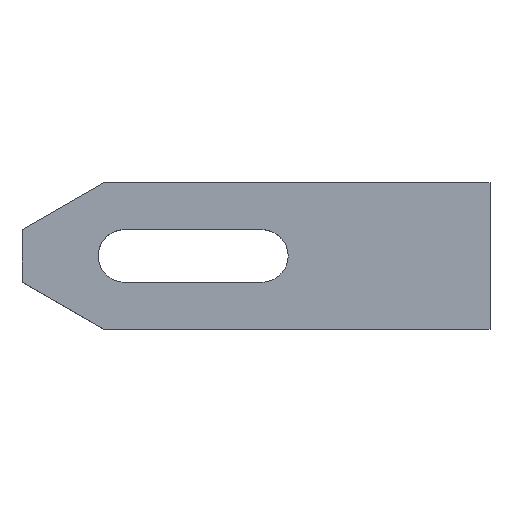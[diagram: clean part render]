
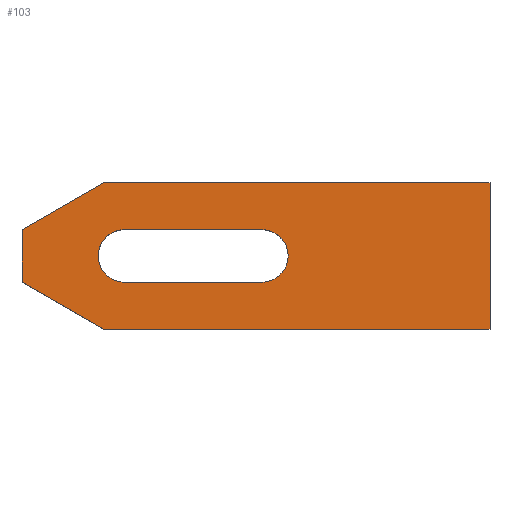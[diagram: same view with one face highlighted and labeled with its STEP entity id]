
A CAD part, top view. The second image highlights one B-rep face of the part: STEP entity #103.
In plain terms, the highlighted planar face has unit normal (0, 0, 1).
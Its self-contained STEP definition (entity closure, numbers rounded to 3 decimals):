
#93=EDGE_CURVE('',#147,#149,#237,.T.);
#99=EDGE_CURVE('',#141,#147,#244,.T.);
#101=EDGE_CURVE('',#131,#207,#246,.T.);
#103=ADVANCED_FACE('',(#248,#249),#250,.T.);
#123=EDGE_CURVE('',#175,#183,#270,.T.);
#131=VERTEX_POINT('',#278);
#133=EDGE_CURVE('',#171,#131,#280,.T.);
#137=EDGE_CURVE('',#169,#141,#284,.T.);
#141=VERTEX_POINT('',#289);
#143=EDGE_CURVE('',#149,#169,#291,.T.);
#147=VERTEX_POINT('',#295);
#149=VERTEX_POINT('',#297);
#165=EDGE_CURVE('',#203,#171,#313,.T.);
#167=EDGE_CURVE('',#207,#175,#315,.T.);
#169=VERTEX_POINT('',#317);
#171=VERTEX_POINT('',#319);
#175=VERTEX_POINT('',#323);
#183=VERTEX_POINT('',#332);
#197=EDGE_CURVE('',#183,#203,#348,.T.);
#203=VERTEX_POINT('',#356);
#207=VERTEX_POINT('',#362);
#237=LINE('',#383,#384);
#244=CIRCLE('',#394,9.0);
#246=LINE('',#397,#398);
#248=FACE_BOUND('',#400,.T.);
#249=FACE_OUTER_BOUND('',#401,.T.);
#250=PLANE('',#402);
#270=LINE('',#433,#434);
#278=CARTESIAN_POINT('',(160.0,25.0,25.0));
#280=LINE('',#448,#449);
#284=LINE('',#456,#457);
#289=CARTESIAN_POINT('',(35.,-9.0,25.0));
#291=CIRCLE('',#465,9.0);
#295=CARTESIAN_POINT('',(35.,9.0,25.0));
#297=CARTESIAN_POINT('',(82.,9.0,25.0));
#313=LINE('',#498,#499);
#315=LINE('',#502,#503);
#317=CARTESIAN_POINT('',(82.,-9.0,25.0));
#319=CARTESIAN_POINT('',(27.713,25.0,25.0));
#323=CARTESIAN_POINT('',(27.713,-25.0,25.0));
#332=CARTESIAN_POINT('',(0.,-9.0,25.0));
#348=LINE('',#546,#547);
#356=CARTESIAN_POINT('',(0.,9.0,25.0));
#362=CARTESIAN_POINT('',(160.0,-25.0,25.0));
#383=CARTESIAN_POINT('',(60.013,9.0,25.0));
#384=VECTOR('',#587,1.0);
#394=AXIS2_PLACEMENT_3D('',#597,#598,#599);
#397=CARTESIAN_POINT('',(160.0,-25.0,25.0));
#398=VECTOR('',#600,1.0);
#400=EDGE_LOOP('',(#602,#603,#604,#605));
#401=EDGE_LOOP('',(#606,#607,#608,#609,#610,#611));
#402=AXIS2_PLACEMENT_3D('',#612,#613,#614);
#433=CARTESIAN_POINT('',(0.,-9.0,25.0));
#434=VECTOR('',#620,1.0);
#448=CARTESIAN_POINT('',(160.0,25.0,25.0));
#449=VECTOR('',#625,1.0);
#456=CARTESIAN_POINT('',(83.513,-9.0,25.0));
#457=VECTOR('',#627,1.0);
#465=AXIS2_PLACEMENT_3D('',#636,#637,#638);
#498=CARTESIAN_POINT('',(27.713,25.0,25.0));
#499=VECTOR('',#644,1.0);
#502=CARTESIAN_POINT('',(27.713,-25.0,25.0));
#503=VECTOR('',#645,1.0);
#546=CARTESIAN_POINT('',(0.,9.0,25.0));
#547=VECTOR('',#677,1.0);
#587=DIRECTION('',(1.0,0.0,0.0));
#597=CARTESIAN_POINT('',(35.,0.0,25.0));
#598=DIRECTION('',(0.0,0.0,-1.0));
#599=DIRECTION('',(0.0,-1.0,0.0));
#600=DIRECTION('',(0.0,-1.0,0.0));
#602=ORIENTED_EDGE('',*,*,#99,.T.);
#603=ORIENTED_EDGE('',*,*,#93,.T.);
#604=ORIENTED_EDGE('',*,*,#143,.T.);
#605=ORIENTED_EDGE('',*,*,#137,.T.);
#606=ORIENTED_EDGE('',*,*,#167,.F.);
#607=ORIENTED_EDGE('',*,*,#101,.F.);
#608=ORIENTED_EDGE('',*,*,#133,.F.);
#609=ORIENTED_EDGE('',*,*,#165,.F.);
#610=ORIENTED_EDGE('',*,*,#197,.F.);
#611=ORIENTED_EDGE('',*,*,#123,.F.);
#612=CARTESIAN_POINT('',(85.025,0.0,25.0));
#613=DIRECTION('',(0.0,0.0,1.0));
#614=DIRECTION('',(1.0,0.0,0.0));
#620=DIRECTION('',(-0.866,0.5,0.0));
#625=DIRECTION('',(1.0,0.0,0.0));
#627=DIRECTION('',(-1.0,0.0,0.0));
#636=CARTESIAN_POINT('',(82.,0.0,25.0));
#637=DIRECTION('',(0.0,0.0,-1.0));
#638=DIRECTION('',(0.0,1.0,0.0));
#644=DIRECTION('',(0.866,0.5,0.0));
#645=DIRECTION('',(-1.0,0.0,0.0));
#677=DIRECTION('',(0.0,1.0,0.0));
